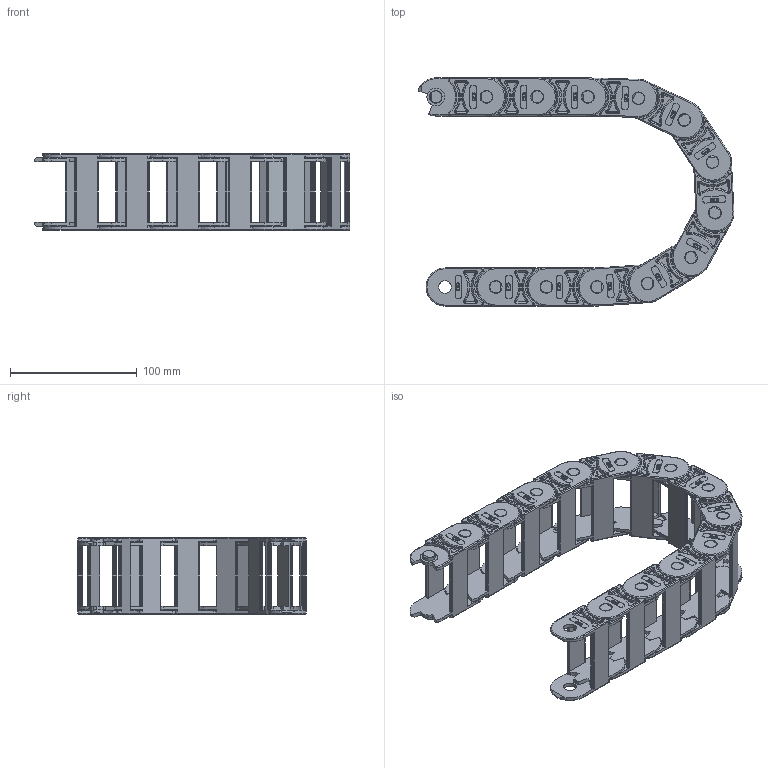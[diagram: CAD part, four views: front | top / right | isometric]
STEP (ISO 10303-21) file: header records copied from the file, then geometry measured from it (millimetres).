
FILE_DESCRIPTION (( 'STEP AP214' ), '1' );
FILE_NAME ('CK24-F048-R075.STEP', '2019-09-10T11:55:19', ( '' ), ( '' ), 'SwSTEP 2.0', 'SolidWorks 2017', '' );
FILE_SCHEMA (( 'AUTOMOTIVE_DESIGN' ));
Length unit declared in the file: millimetre
Products named in the file (2): CK24-F048-R075; CK24-F018-R100
Assembly tree (13 placements, depth 2):
  CK24-F048-R075
    CK24-F018-R100  x13
Bounding box: 249.36 x 180 x 60 mm (x, y, z)
Volume: 227609.7 mm3; surface area: 168275.6 mm2
Topology: 13 solids, 13 shells, 3484 faces, 8983 edges, 5512 vertices
Faces by surface type: cylinder 1326, plane 1066, torus 572, bspline 312, sphere 208
Entity records: 9521 total; most frequent: CARTESIAN_POINT 2873, DIRECTION 1427, ORIENTED_EDGE 1366, EDGE_CURVE 683, AXIS2_PLACEMENT_3D 550, VERTEX_POINT 424, LINE 327, VECTOR 327
